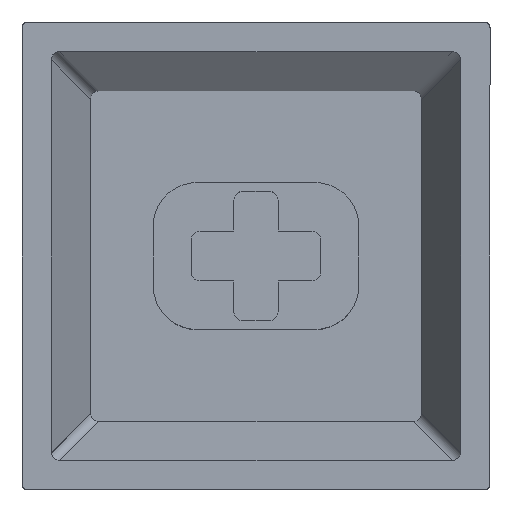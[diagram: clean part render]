
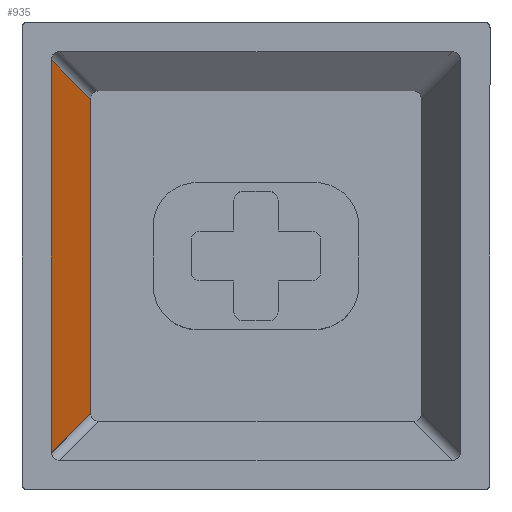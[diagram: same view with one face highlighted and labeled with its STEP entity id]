
A CAD part, top view. The second image highlights one B-rep face of the part: STEP entity #935.
In plain terms, the highlighted face is planar.
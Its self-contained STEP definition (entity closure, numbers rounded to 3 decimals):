
#53 = LINE ( 'NONE', #549, #1727 ) ;
#131 = CARTESIAN_POINT ( 'NONE',  ( -13.447, -0.341, 0.619 ) ) ;
#219 = CARTESIAN_POINT ( 'NONE',  ( -17.335, -12.079, 4.259 ) ) ;
#293 = CARTESIAN_POINT ( 'NONE',  ( -15.693, -10.789, 0.619 ) ) ;
#365 = CARTESIAN_POINT ( 'NONE',  ( -17.275, -11.804, 4.259 ) ) ;
#401 = LINE ( 'NONE', #1288, #2136 ) ;
#549 = CARTESIAN_POINT ( 'NONE',  ( -13.435, -0.285, 0.619 ) ) ;
#678 = EDGE_LOOP ( 'NONE', ( #849, #1575, #1215, #1424 ) ) ;
#710 = DIRECTION ( 'NONE',  ( -0.25, 0.385, 0.889 ) ) ;
#728 = VECTOR ( 'NONE', #920, 1000. ) ;
#730 = VERTEX_POINT ( 'NONE', #293 ) ;
#738 = PLANE ( 'NONE',  #2206 ) ;
#849 = ORIENTED_EDGE ( 'NONE', *, *, #1906, .F. ) ;
#868 = CARTESIAN_POINT ( 'NONE',  ( -14.472, 1.235, 4.259 ) ) ;
#920 = DIRECTION ( 'NONE',  ( 0.21, 0.978, 0. ) ) ;
#922 = DIRECTION ( 'NONE',  ( -0.21, -0.978, 0. ) ) ;
#935 = ADVANCED_FACE ( 'NONE', ( #1076 ), #738, .F. ) ;
#986 = VECTOR ( 'NONE', #2091, 1000. ) ;
#1076 = FACE_OUTER_BOUND ( 'NONE', #678, .T. ) ;
#1114 = DIRECTION ( 'NONE',  ( -0.918, 0.197, -0.344 ) ) ;
#1215 = ORIENTED_EDGE ( 'NONE', *, *, #1515, .F. ) ;
#1252 = DIRECTION ( 'NONE',  ( -0.21, -0.978, 0. ) ) ;
#1255 = EDGE_CURVE ( 'NONE', #1993, #730, #2105, .T. ) ;
#1288 = CARTESIAN_POINT ( 'NONE',  ( -14.494, 1.27, 4.34 ) ) ;
#1424 = ORIENTED_EDGE ( 'NONE', *, *, #1255, .T. ) ;
#1515 = EDGE_CURVE ( 'NONE', #1993, #2214, #1800, .T. ) ;
#1575 = ORIENTED_EDGE ( 'NONE', *, *, #1921, .T. ) ;
#1727 = VECTOR ( 'NONE', #1252, 1000. ) ;
#1800 = LINE ( 'NONE', #219, #728 ) ;
#1811 = VERTEX_POINT ( 'NONE', #131 ) ;
#1892 = CARTESIAN_POINT ( 'NONE',  ( -15.46, -10.639, 0.081 ) ) ;
#1906 = EDGE_CURVE ( 'NONE', #1811, #730, #53, .T. ) ;
#1921 = EDGE_CURVE ( 'NONE', #1811, #2214, #401, .T. ) ;
#1977 = CARTESIAN_POINT ( 'NONE',  ( -13.213, -0.333, 0. ) ) ;
#1993 = VERTEX_POINT ( 'NONE', #365 ) ;
#2091 = DIRECTION ( 'NONE',  ( 0.386, 0.248, -0.889 ) ) ;
#2105 = LINE ( 'NONE', #1892, #986 ) ;
#2136 = VECTOR ( 'NONE', #710, 1000. ) ;
#2206 = AXIS2_PLACEMENT_3D ( 'NONE', #1977, #1114, #922 ) ;
#2214 = VERTEX_POINT ( 'NONE', #868 ) ;
